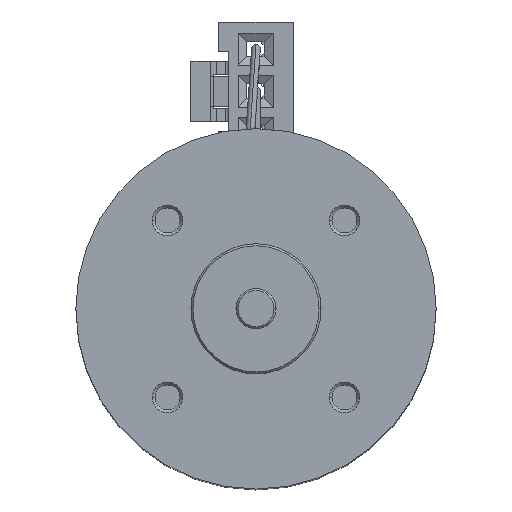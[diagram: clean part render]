
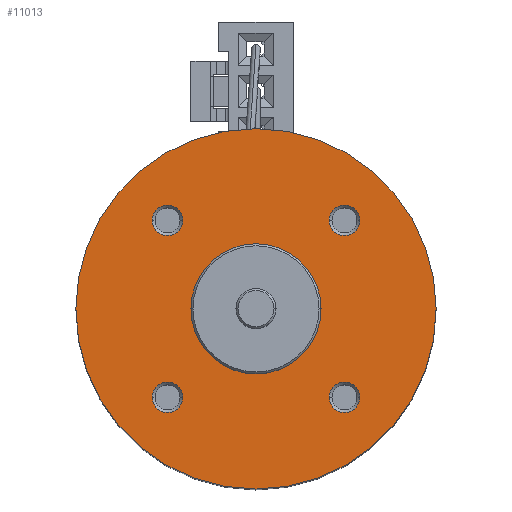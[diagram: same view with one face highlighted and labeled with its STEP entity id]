
A CAD part, top view. The second image highlights one B-rep face of the part: STEP entity #11013.
In plain terms, the highlighted planar face has unit normal (0, 0, 1).
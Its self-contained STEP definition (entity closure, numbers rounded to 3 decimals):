
#252 = CARTESIAN_POINT ( 'NONE',  ( 18., 0., 55.2 ) ) ;
#255 = CARTESIAN_POINT ( 'NONE',  ( 10.364, 8.839, 55.2 ) ) ;
#256 = CARTESIAN_POINT ( 'NONE',  ( 7.314, 8.839, 55.2 ) ) ;
#261 = CARTESIAN_POINT ( 'NONE',  ( -18., 0., 55.2 ) ) ;
#262 = CARTESIAN_POINT ( 'NONE',  ( -7.314, 8.839, 55.2 ) ) ;
#263 = CARTESIAN_POINT ( 'NONE',  ( -10.364, 8.839, 55.2 ) ) ;
#268 = CARTESIAN_POINT ( 'NONE',  ( -7.314, -8.839, 55.2 ) ) ;
#270 = CARTESIAN_POINT ( 'NONE',  ( -10.364, -8.839, 55.2 ) ) ;
#275 = CARTESIAN_POINT ( 'NONE',  ( 10.364, -8.839, 55.2 ) ) ;
#276 = CARTESIAN_POINT ( 'NONE',  ( 7.314, -8.839, 55.2 ) ) ;
#287 = CARTESIAN_POINT ( 'NONE',  ( -6.5, 0., 55.2 ) ) ;
#288 = CARTESIAN_POINT ( 'NONE',  ( 6.5, 0., 55.2 ) ) ;
#753 = DIRECTION ( 'NONE',  ( 0., 0., 1. ) ) ;
#757 = PLANE ( 'NONE',  #6377 ) ;
#758 = CARTESIAN_POINT ( 'NONE',  ( 0., 0., 55.2 ) ) ;
#760 = DIRECTION ( 'NONE',  ( 1., 0., 0. ) ) ;
#1393 = AXIS2_PLACEMENT_3D ( 'NONE', #8713, #8714, #8715 ) ;
#1404 = AXIS2_PLACEMENT_3D ( 'NONE', #8794, #8795, #8796 ) ;
#1405 = AXIS2_PLACEMENT_3D ( 'NONE', #8805, #8806, #8807 ) ;
#1407 = AXIS2_PLACEMENT_3D ( 'NONE', #8813, #8814, #8815 ) ;
#1408 = AXIS2_PLACEMENT_3D ( 'NONE', #8818, #8819, #8820 ) ;
#1412 = AXIS2_PLACEMENT_3D ( 'NONE', #8836, #8837, #8838 ) ;
#1416 = AXIS2_PLACEMENT_3D ( 'NONE', #8850, #8851, #8852 ) ;
#1419 = AXIS2_PLACEMENT_3D ( 'NONE', #8859, #8860, #8861 ) ;
#1423 = AXIS2_PLACEMENT_3D ( 'NONE', #8871, #8872, #8873 ) ;
#1427 = AXIS2_PLACEMENT_3D ( 'NONE', #8886, #8887, #8888 ) ;
#2207 = CIRCLE ( 'NONE', #1393, 6.5 ) ;
#2265 = CIRCLE ( 'NONE', #1404, 1.525 ) ;
#2274 = CIRCLE ( 'NONE', #1407, 1.525 ) ;
#2276 = CIRCLE ( 'NONE', #1405, 1.525 ) ;
#2282 = CIRCLE ( 'NONE', #1408, 18. ) ;
#2296 = CIRCLE ( 'NONE', #1412, 18. ) ;
#2300 = CIRCLE ( 'NONE', #1416, 1.525 ) ;
#2305 = CIRCLE ( 'NONE', #1419, 1.525 ) ;
#2309 = CIRCLE ( 'NONE', #1423, 1.525 ) ;
#2313 = CIRCLE ( 'NONE', #1427, 1.525 ) ;
#3215 = FACE_BOUND ( 'NONE', #7424, .T. ) ;
#3218 = FACE_BOUND ( 'NONE', #4255, .T. ) ;
#3220 = FACE_BOUND ( 'NONE', #7418, .T. ) ;
#3221 = FACE_BOUND ( 'NONE', #7417, .T. ) ;
#3222 = FACE_OUTER_BOUND ( 'NONE', #7420, .T. ) ;
#3224 = FACE_BOUND ( 'NONE', #7416, .T. ) ;
#4255 = EDGE_LOOP ( 'NONE', ( #10289, #10288 ) ) ;
#5231 = CARTESIAN_POINT ( 'NONE',  ( 0., 0., 55.2 ) ) ;
#5232 = DIRECTION ( 'NONE',  ( 0., 0., 1. ) ) ;
#5233 = DIRECTION ( 'NONE',  ( 1., 0., 0. ) ) ;
#5238 = CARTESIAN_POINT ( 'NONE',  ( -8.839, -8.839, 55.2 ) ) ;
#5239 = DIRECTION ( 'NONE',  ( 0., 0., 1. ) ) ;
#5240 = DIRECTION ( 'NONE',  ( 1., 0., 0. ) ) ;
#6092 = EDGE_CURVE ( 'NONE', #7500, #7501, #6795, .T. ) ;
#6094 = EDGE_CURVE ( 'NONE', #7483, #7481, #6796, .T. ) ;
#6143 = AXIS2_PLACEMENT_3D ( 'NONE', #5231, #5232, #5233 ) ;
#6144 = AXIS2_PLACEMENT_3D ( 'NONE', #5238, #5239, #5240 ) ;
#6377 = AXIS2_PLACEMENT_3D ( 'NONE', #758, #753, #760 ) ;
#6795 = CIRCLE ( 'NONE', #6143, 6.5 ) ;
#6796 = CIRCLE ( 'NONE', #6144, 1.525 ) ;
#7416 = EDGE_LOOP ( 'NONE', ( #10281, #10280 ) ) ;
#7417 = EDGE_LOOP ( 'NONE', ( #10291, #10290 ) ) ;
#7418 = EDGE_LOOP ( 'NONE', ( #10285, #10284 ) ) ;
#7420 = EDGE_LOOP ( 'NONE', ( #10283, #10282 ) ) ;
#7424 = EDGE_LOOP ( 'NONE', ( #10287, #10286 ) ) ;
#7465 = VERTEX_POINT ( 'NONE', #252 ) ;
#7468 = VERTEX_POINT ( 'NONE', #255 ) ;
#7469 = VERTEX_POINT ( 'NONE', #256 ) ;
#7474 = VERTEX_POINT ( 'NONE', #261 ) ;
#7475 = VERTEX_POINT ( 'NONE', #262 ) ;
#7476 = VERTEX_POINT ( 'NONE', #263 ) ;
#7481 = VERTEX_POINT ( 'NONE', #268 ) ;
#7483 = VERTEX_POINT ( 'NONE', #270 ) ;
#7488 = VERTEX_POINT ( 'NONE', #275 ) ;
#7489 = VERTEX_POINT ( 'NONE', #276 ) ;
#7500 = VERTEX_POINT ( 'NONE', #287 ) ;
#7501 = VERTEX_POINT ( 'NONE', #288 ) ;
#8713 = CARTESIAN_POINT ( 'NONE',  ( 0., 0., 55.2 ) ) ;
#8714 = DIRECTION ( 'NONE',  ( 0., 0., 1. ) ) ;
#8715 = DIRECTION ( 'NONE',  ( 1., 0., 0. ) ) ;
#8794 = CARTESIAN_POINT ( 'NONE',  ( -8.839, 8.839, 55.2 ) ) ;
#8795 = DIRECTION ( 'NONE',  ( 0., 0., 1. ) ) ;
#8796 = DIRECTION ( 'NONE',  ( 1., 0., 0. ) ) ;
#8805 = CARTESIAN_POINT ( 'NONE',  ( 8.839, -8.839, 55.2 ) ) ;
#8806 = DIRECTION ( 'NONE',  ( 0., 0., 1. ) ) ;
#8807 = DIRECTION ( 'NONE',  ( 1., 0., 0. ) ) ;
#8813 = CARTESIAN_POINT ( 'NONE',  ( 8.839, 8.839, 55.2 ) ) ;
#8814 = DIRECTION ( 'NONE',  ( 0., 0., 1. ) ) ;
#8815 = DIRECTION ( 'NONE',  ( 1., 0., 0. ) ) ;
#8818 = CARTESIAN_POINT ( 'NONE',  ( 0., 0., 55.2 ) ) ;
#8819 = DIRECTION ( 'NONE',  ( 0., 0., 1. ) ) ;
#8820 = DIRECTION ( 'NONE',  ( 1., 0., 0. ) ) ;
#8836 = CARTESIAN_POINT ( 'NONE',  ( 0., 0., 55.2 ) ) ;
#8837 = DIRECTION ( 'NONE',  ( 0., 0., 1. ) ) ;
#8838 = DIRECTION ( 'NONE',  ( 1., 0., 0. ) ) ;
#8850 = CARTESIAN_POINT ( 'NONE',  ( 8.839, 8.839, 55.2 ) ) ;
#8851 = DIRECTION ( 'NONE',  ( 0., 0., 1. ) ) ;
#8852 = DIRECTION ( 'NONE',  ( 1., 0., 0. ) ) ;
#8859 = CARTESIAN_POINT ( 'NONE',  ( -8.839, 8.839, 55.2 ) ) ;
#8860 = DIRECTION ( 'NONE',  ( 0., 0., 1. ) ) ;
#8861 = DIRECTION ( 'NONE',  ( 1., 0., 0. ) ) ;
#8871 = CARTESIAN_POINT ( 'NONE',  ( -8.839, -8.839, 55.2 ) ) ;
#8872 = DIRECTION ( 'NONE',  ( 0., 0., 1. ) ) ;
#8873 = DIRECTION ( 'NONE',  ( 1., 0., 0. ) ) ;
#8886 = CARTESIAN_POINT ( 'NONE',  ( 8.839, -8.839, 55.2 ) ) ;
#8887 = DIRECTION ( 'NONE',  ( 0., 0., 1. ) ) ;
#8888 = DIRECTION ( 'NONE',  ( 1., 0., 0. ) ) ;
#10280 = ORIENTED_EDGE ( 'NONE', *, *, #11315, .F. ) ;
#10281 = ORIENTED_EDGE ( 'NONE', *, *, #6092, .F. ) ;
#10282 = ORIENTED_EDGE ( 'NONE', *, *, #11360, .T. ) ;
#10283 = ORIENTED_EDGE ( 'NONE', *, *, #11369, .T. ) ;
#10284 = ORIENTED_EDGE ( 'NONE', *, *, #11359, .F. ) ;
#10285 = ORIENTED_EDGE ( 'NONE', *, *, #11373, .F. ) ;
#10286 = ORIENTED_EDGE ( 'NONE', *, *, #11350, .F. ) ;
#10287 = ORIENTED_EDGE ( 'NONE', *, *, #11377, .F. ) ;
#10288 = ORIENTED_EDGE ( 'NONE', *, *, #6094, .F. ) ;
#10289 = ORIENTED_EDGE ( 'NONE', *, *, #11381, .F. ) ;
#10290 = ORIENTED_EDGE ( 'NONE', *, *, #11356, .F. ) ;
#10291 = ORIENTED_EDGE ( 'NONE', *, *, #11385, .F. ) ;
#11013 = ADVANCED_FACE ( 'NONE', ( #3221, #3218, #3215, #3220, #3222, #3224 ), #757, .T. ) ;
#11315 = EDGE_CURVE ( 'NONE', #7501, #7500, #2207, .T. ) ;
#11350 = EDGE_CURVE ( 'NONE', #7476, #7475, #2265, .T. ) ;
#11356 = EDGE_CURVE ( 'NONE', #7489, #7488, #2276, .T. ) ;
#11359 = EDGE_CURVE ( 'NONE', #7469, #7468, #2274, .T. ) ;
#11360 = EDGE_CURVE ( 'NONE', #7465, #7474, #2282, .T. ) ;
#11369 = EDGE_CURVE ( 'NONE', #7474, #7465, #2296, .T. ) ;
#11373 = EDGE_CURVE ( 'NONE', #7468, #7469, #2300, .T. ) ;
#11377 = EDGE_CURVE ( 'NONE', #7475, #7476, #2305, .T. ) ;
#11381 = EDGE_CURVE ( 'NONE', #7481, #7483, #2309, .T. ) ;
#11385 = EDGE_CURVE ( 'NONE', #7488, #7489, #2313, .T. ) ;
